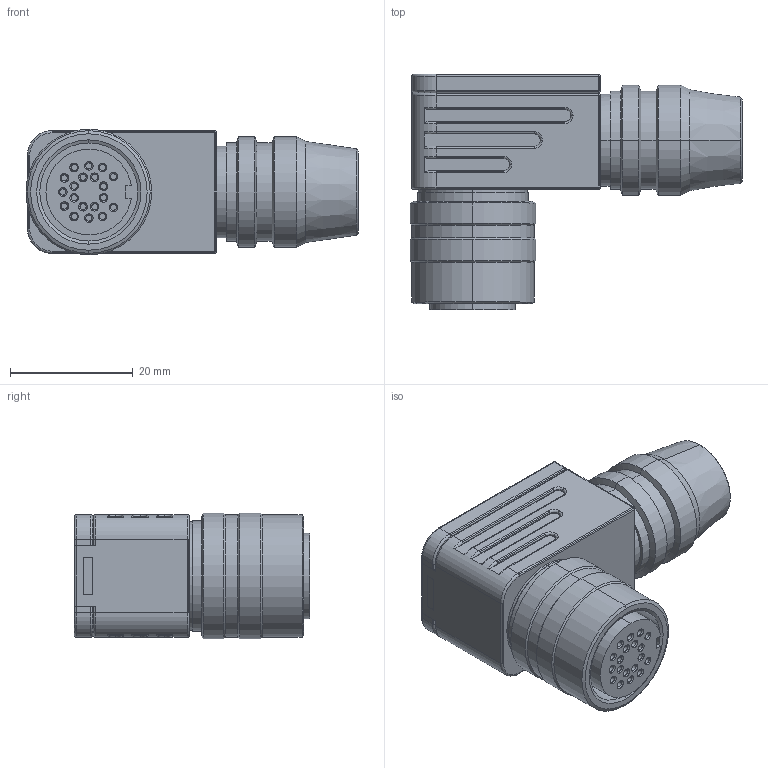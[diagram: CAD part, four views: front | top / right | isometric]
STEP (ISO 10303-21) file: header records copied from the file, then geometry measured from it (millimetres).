
FILE_DESCRIPTION((''),'2;1');
FILE_NAME('99-5662-75-19.stp','2005-04-22T10:05:23',('generator'),(''),'Autodesk Inventor 7','Autodesk Inventor 7','');
FILE_SCHEMA(('AUTOMOTIVE_DESIGN { 1 0 10303 214 1 1 1 1 }'));
Length unit declared in the file: millimetre
Products named in the file (1): 99-5662-75-19
Bounding box: 54.15 x 38.4 x 20.5 mm (x, y, z)
Volume: 20670.8 mm3; surface area: 8061.6 mm2
Topology: 1 solids, 2 shells, 346 faces, 815 edges, 492 vertices
Faces by surface type: cylinder 152, plane 80, cone 62, torus 32, bspline 12, sphere 8
Entity records: 10563 total; most frequent: CARTESIAN_POINT 2361, DIRECTION 1885, ORIENTED_EDGE 1614, EDGE_CURVE 807, AXIS2_PLACEMENT_3D 756, VERTEX_POINT 492, CIRCLE 421, EDGE_LOOP 375
